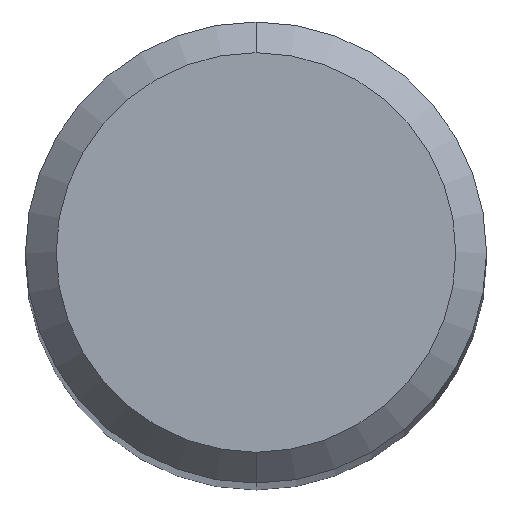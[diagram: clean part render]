
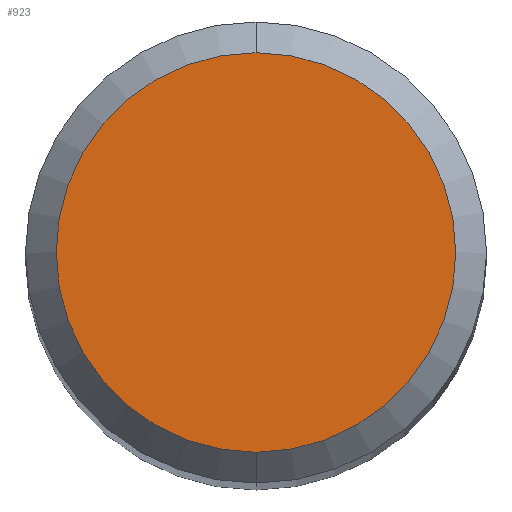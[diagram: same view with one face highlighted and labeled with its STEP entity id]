
A CAD part, top view. The second image highlights one B-rep face of the part: STEP entity #923.
In plain terms, the highlighted planar face has unit normal (0, 0, 1).
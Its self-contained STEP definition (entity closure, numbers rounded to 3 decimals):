
#395=VERTEX_POINT('',#1023);
#433=VERTEX_POINT('',#1066);
#479=EDGE_CURVE('',#433,#395,#1119,.T.);
#641=EDGE_CURVE('',#395,#433,#1292,.T.);
#923=ADVANCED_FACE('',(#1596),#1597,.T.);
#1023=CARTESIAN_POINT('',(0.0,2.6,0.0));
#1066=CARTESIAN_POINT('',(0.,-2.6,0.0));
#1119=CIRCLE('',#3607,2.6);
#1292=CIRCLE('',#4119,2.6);
#1596=FACE_OUTER_BOUND('',#9691,.T.);
#1597=PLANE('',#9692);
#3607=AXIS2_PLACEMENT_3D('',#9915,#9916,#9917);
#4119=AXIS2_PLACEMENT_3D('',#10062,#10063,#10064);
#9691=EDGE_LOOP('',(#10362,#10363));
#9692=AXIS2_PLACEMENT_3D('',#10364,#10365,#10366);
#9915=CARTESIAN_POINT('',(0.0,0.0,0.0));
#9916=DIRECTION('',(0.0,0.0,-1.0));
#9917=DIRECTION('',(0.0,1.0,0.0));
#10062=CARTESIAN_POINT('',(0.0,0.0,0.0));
#10063=DIRECTION('',(0.0,0.0,-1.0));
#10064=DIRECTION('',(0.0,1.0,0.0));
#10362=ORIENTED_EDGE('',*,*,#641,.F.);
#10363=ORIENTED_EDGE('',*,*,#479,.F.);
#10364=CARTESIAN_POINT('',(0.0,1.3,0.0));
#10365=DIRECTION('',(-0.0,0.0,1.0));
#10366=DIRECTION('',(0.0,-1.0,0.0));
